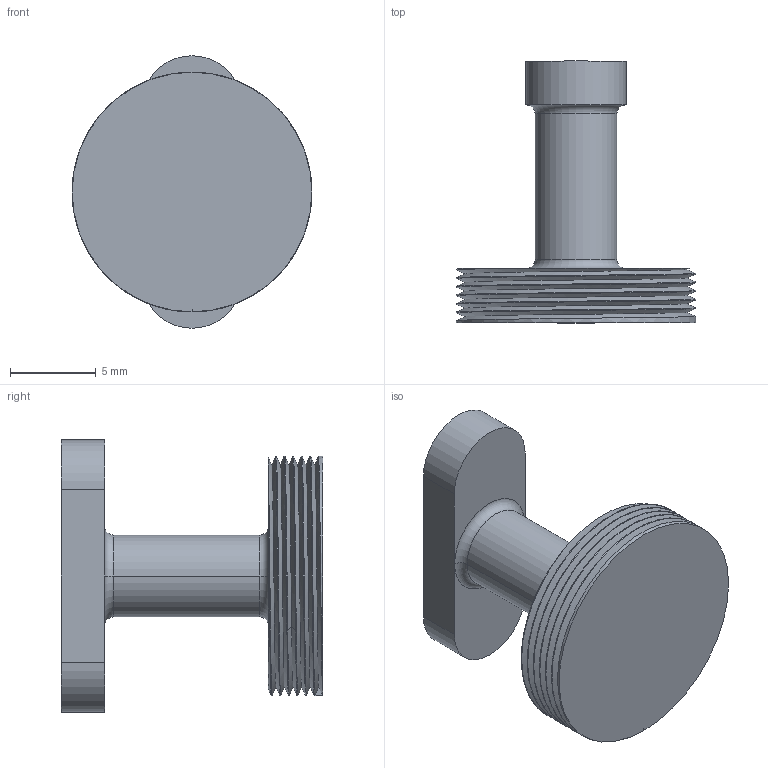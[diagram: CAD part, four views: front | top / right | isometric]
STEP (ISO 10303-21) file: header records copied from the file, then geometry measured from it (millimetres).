
FILE_DESCRIPTION((''),'2;1');
FILE_NAME('CUFFLINK_BACK_02','2011-06-14T',('Mike'),(''),'PRO/ENGINEER BY PARAMETRIC TECHNOLOGY CORPORATION, 2007170','PRO/ENGINEER BY PARAMETRIC TECHNOLOGY CORPORATION, 2007170','');
FILE_SCHEMA(('CONFIG_CONTROL_DESIGN'));
Length unit declared in the file: inch
Products named in the file (1): CUFFLINK_BACK_02
Bounding box: 13.97 x 15.24 x 15.88 mm (x, y, z)
Volume: 844.2 mm3; surface area: 975 mm2
Topology: 1 solids, 1 shells, 31 faces, 74 edges, 47 vertices
Faces by surface type: cylinder 16, plane 7, bspline 4, torus 4
Entity records: 2646 total; most frequent: CARTESIAN_POINT 1937, ORIENTED_EDGE 148, DIRECTION 118, EDGE_CURVE 74, VERTEX_POINT 47, AXIS2_PLACEMENT_3D 46, EDGE_LOOP 33, FACE_OUTER_BOUND 31
